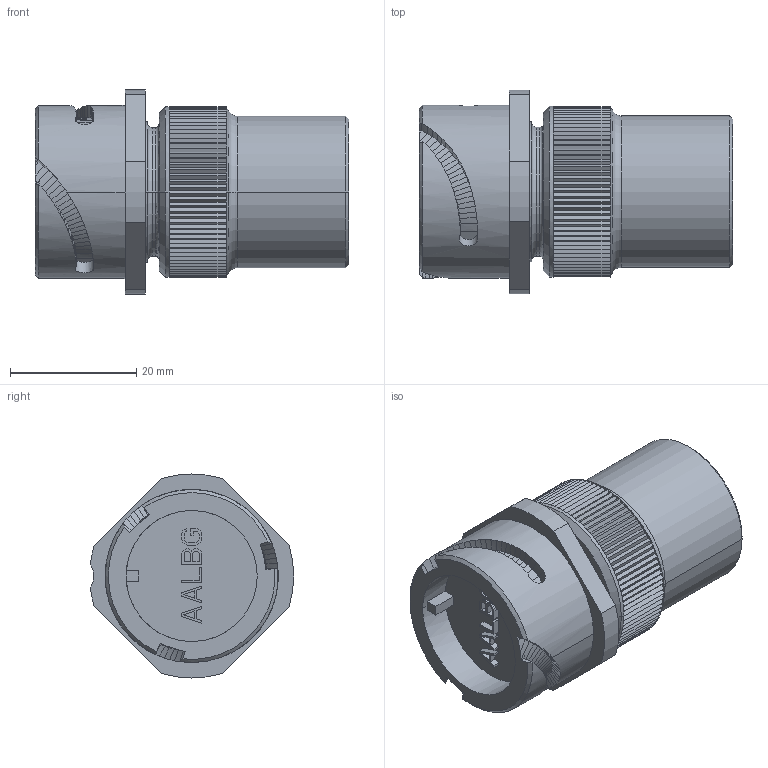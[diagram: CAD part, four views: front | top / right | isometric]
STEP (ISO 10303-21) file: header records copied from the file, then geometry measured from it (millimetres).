
FILE_DESCRIPTION((''),'2;1');
FILE_NAME('VG95234_3101PGPM-16S_SW0001','2023-03-22T12:50:54',('paultorloting'),('NET AG system integration'),'CREO PARAMETRIC BY PTC INC, 2021404','CREO PARAMETRIC BY PTC INC, 2021404','');
FILE_SCHEMA(('AUTOMOTIVE_DESIGN { 1 0 10303 214 1 1 1 1 }'));
Length unit declared in the file: millimetre
Products named in the file (1): VG95234_3101PGPM-16S_SW0001
Bounding box: 49.6 x 32.2 x 32.3 mm (x, y, z)
Volume: 22666.2 mm3; surface area: 7343.2 mm2
Topology: 1 solids, 1 shells, 708 faces, 1897 edges, 1217 vertices
Faces by surface type: plane 453, bspline 209, cylinder 26, cone 14, torus 6
Entity records: 29173 total; most frequent: CARTESIAN_POINT 9202, ORIENTED_EDGE 3794, DIRECTION 2650, EDGE_CURVE 1897, VECTOR 1483, LINE 1483, VERTEX_POINT 1217, EDGE_LOOP 734
